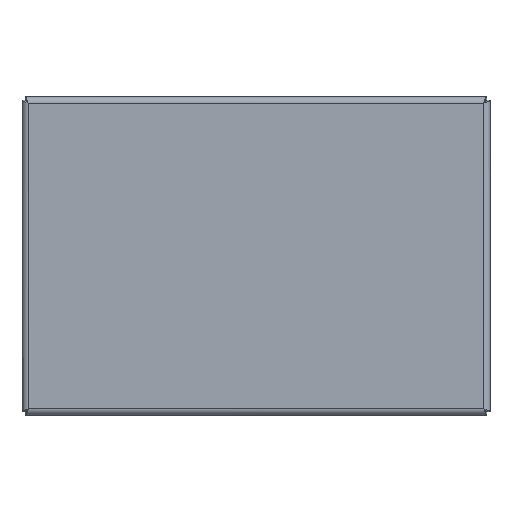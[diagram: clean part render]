
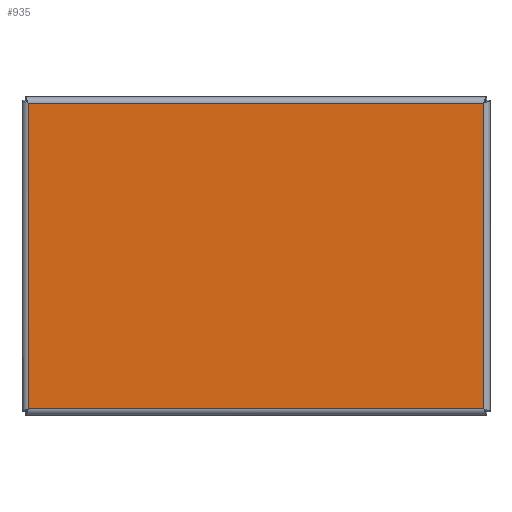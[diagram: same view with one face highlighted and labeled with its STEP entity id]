
A CAD part, front view. The second image highlights one B-rep face of the part: STEP entity #935.
In plain terms, the highlighted planar face has unit normal (0, -1, 0).
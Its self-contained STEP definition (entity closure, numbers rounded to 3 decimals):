
#90=FACE_OUTER_BOUND('',#144,.T.);
#144=EDGE_LOOP('',(#734,#735,#736,#737));
#237=LINE('',#1627,#321);
#247=LINE('',#1698,#331);
#254=LINE('',#1764,#338);
#257=LINE('',#1823,#341);
#321=VECTOR('',#1090,10.);
#331=VECTOR('',#1108,10.);
#338=VECTOR('',#1121,10.);
#341=VECTOR('',#1128,10.);
#419=VERTEX_POINT('',#1618);
#420=VERTEX_POINT('',#1626);
#423=VERTEX_POINT('',#1690);
#425=VERTEX_POINT('',#1756);
#510=EDGE_CURVE('',#420,#419,#237,.T.);
#522=EDGE_CURVE('',#419,#423,#247,.T.);
#531=EDGE_CURVE('',#423,#425,#254,.T.);
#536=EDGE_CURVE('',#425,#420,#257,.T.);
#734=ORIENTED_EDGE('',*,*,#510,.T.);
#735=ORIENTED_EDGE('',*,*,#522,.T.);
#736=ORIENTED_EDGE('',*,*,#531,.T.);
#737=ORIENTED_EDGE('',*,*,#536,.T.);
#830=PLANE('',#991);
#935=ADVANCED_FACE('',(#90),#830,.F.);
#991=AXIS2_PLACEMENT_3D('',#1872,#1131,#1132);
#1090=DIRECTION('',(0.,0.,1.));
#1108=DIRECTION('',(-1.,0.,0.));
#1121=DIRECTION('',(0.,0.,-1.));
#1128=DIRECTION('',(1.,0.,0.));
#1131=DIRECTION('center_axis',(0.,1.,0.));
#1132=DIRECTION('ref_axis',(1.,0.,0.));
#1618=CARTESIAN_POINT('',(146.,-77.,98.));
#1626=CARTESIAN_POINT('',(146.,-77.,-98.));
#1627=CARTESIAN_POINT('',(146.,-77.,-49.));
#1690=CARTESIAN_POINT('',(-146.,-77.,98.));
#1698=CARTESIAN_POINT('',(73.,-77.,98.));
#1756=CARTESIAN_POINT('',(-146.,-77.,-98.));
#1764=CARTESIAN_POINT('',(-146.,-77.,49.));
#1823=CARTESIAN_POINT('',(-73.,-77.,-98.));
#1872=CARTESIAN_POINT('Origin',(0.,-77.,
0.));
